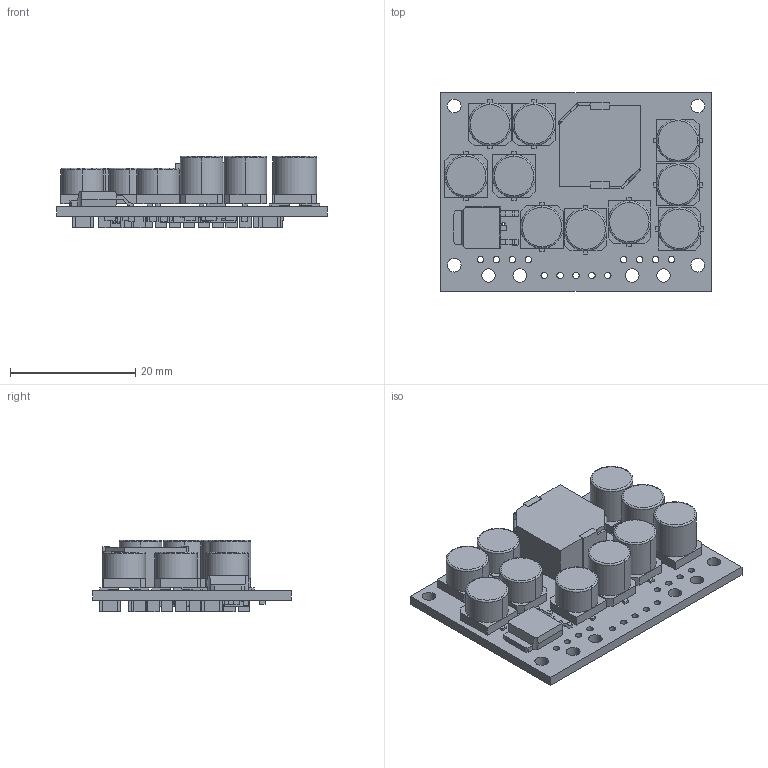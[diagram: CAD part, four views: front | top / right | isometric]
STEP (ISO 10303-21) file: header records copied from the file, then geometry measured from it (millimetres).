
FILE_DESCRIPTION((''),'2;1');
FILE_NAME('POWERDOWN','2023-12-20T13:42:48',('jorge'),(''),'CREO PARAMETRIC BY PTC INC, 2022014','CREO PARAMETRIC BY PTC INC, 2022014','');
FILE_SCHEMA(('CONFIG_CONTROL_DESIGN'));
Length unit declared in the file: millimetre
Products named in the file (1): POWERDOWN
Bounding box: 43.18 x 31.75 x 11.37 mm (x, y, z)
Volume: 6263.3 mm3; surface area: 7029.7 mm2
Topology: 1 solids, 1 shells, 1358 faces, 3721 edges, 2418 vertices
Faces by surface type: plane 1215, cylinder 121, torus 20, bspline 2
Entity records: 42775 total; most frequent: CARTESIAN_POINT 8075, ORIENTED_EDGE 7438, DIRECTION 6609, EDGE_CURVE 3719, VECTOR 3321, LINE 3321, VERTEX_POINT 2418, AXIS2_PLACEMENT_3D 1644
